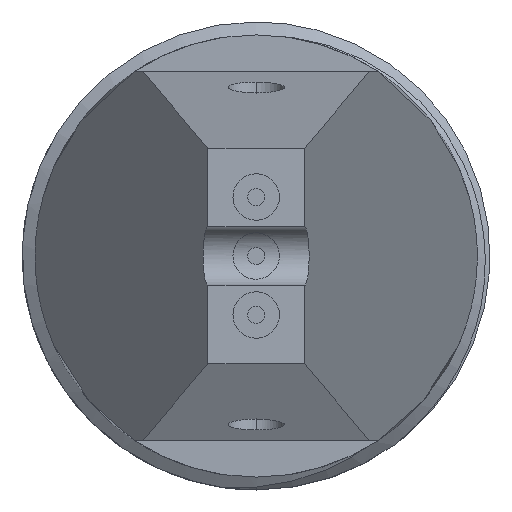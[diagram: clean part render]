
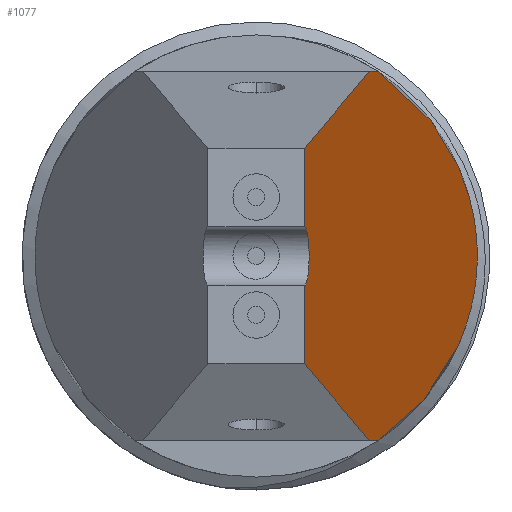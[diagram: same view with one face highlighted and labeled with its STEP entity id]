
A CAD part, left-side view. The second image highlights one B-rep face of the part: STEP entity #1077.
In plain terms, the highlighted planar face has unit normal (-0.158, -0.987, 0).
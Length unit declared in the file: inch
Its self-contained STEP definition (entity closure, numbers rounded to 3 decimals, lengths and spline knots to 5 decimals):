
#56 =( BOUNDED_CURVE ( )  B_SPLINE_CURVE ( 3, ( #2847, #832, #1713, #1421 ),
 .UNSPECIFIED., .F., .F. ) 
 B_SPLINE_CURVE_WITH_KNOTS ( ( 4, 4 ),
 ( 2.15534, 4.12785 ),
 .UNSPECIFIED. ) 
 CURVE ( )  GEOMETRIC_REPRESENTATION_ITEM ( )  RATIONAL_B_SPLINE_CURVE ( ( 1., 0.701, 0.701, 1. ) ) 
 REPRESENTATION_ITEM ( '' )  );
#136 = CARTESIAN_POINT ( 'NONE',  ( 0., -0.02576, 0. ) ) ;
#168 = CARTESIAN_POINT ( 'NONE',  ( 0.0315, -0.0308, 0.01575 ) ) ;
#197 = DIRECTION ( 'NONE',  ( 0.971, -0.155, -0.184 ) ) ;
#200 =( BOUNDED_CURVE ( )  B_SPLINE_CURVE ( 3, ( #1640, #3456, #168, #798 ),
 .UNSPECIFIED., .F., .F. ) 
 B_SPLINE_CURVE_WITH_KNOTS ( ( 4, 4 ),
 ( 4.71239, 7.85398 ),
 .UNSPECIFIED. ) 
 CURVE ( )  GEOMETRIC_REPRESENTATION_ITEM ( )  RATIONAL_B_SPLINE_CURVE ( ( 1., 0.333, 0.333, 1. ) ) 
 REPRESENTATION_ITEM ( '' )  );
#262 = EDGE_CURVE ( 'NONE', #2715, #2068, #3161, .T. ) ;
#264 = CARTESIAN_POINT ( 'NONE',  ( 0., -0.02576, 0.0985 ) ) ;
#336 = ORIENTED_EDGE ( 'NONE', *, *, #2471, .F. ) ;
#512 = CARTESIAN_POINT ( 'NONE',  ( 0., -0.02576, 0. ) ) ;
#515 = VECTOR ( 'NONE', #1300, 39.37008 ) ;
#561 = CARTESIAN_POINT ( 'NONE',  ( 0., -0.02576, 0.01575 ) ) ;
#567 = ORIENTED_EDGE ( 'NONE', *, *, #2520, .F. ) ;
#606 = ORIENTED_EDGE ( 'NONE', *, *, #3492, .F. ) ;
#659 = LINE ( 'NONE', #136, #515 ) ;
#665 = CARTESIAN_POINT ( 'NONE',  ( 0.21654, -0.06041, -0.0985 ) ) ;
#691 = VERTEX_POINT ( 'NONE', #2444 ) ;
#751 = VERTEX_POINT ( 'NONE', #665 ) ;
#798 = CARTESIAN_POINT ( 'NONE',  ( 0., -0.02576, 0.01575 ) ) ;
#832 = CARTESIAN_POINT ( 'NONE',  ( 0.73452, -0.14327, 0.04682 ) ) ;
#862 = LINE ( 'NONE', #264, #2540 ) ;
#873 = DIRECTION ( 'NONE',  ( -0.987, 0.158, 0. ) ) ;
#1077 = ADVANCED_FACE ( 'NONE', ( #3755 ), #1114, .F. ) ;
#1114 = PLANE ( 'NONE',  #1576 ) ;
#1119 = CARTESIAN_POINT ( 'NONE',  ( 0.24634, -0.06517, -0.0985 ) ) ;
#1213 = VECTOR ( 'NONE', #197, 39.37008 ) ;
#1300 = DIRECTION ( 'NONE',  ( 0., 0., 1. ) ) ;
#1322 = ORIENTED_EDGE ( 'NONE', *, *, #2475, .F. ) ;
#1413 = EDGE_CURVE ( 'NONE', #1456, #751, #2481, .T. ) ;
#1421 = CARTESIAN_POINT ( 'NONE',  ( 0.24634, -0.06517, -0.0985 ) ) ;
#1456 = VERTEX_POINT ( 'NONE', #2751 ) ;
#1555 = EDGE_LOOP ( 'NONE', ( #1322, #2979, #336, #567, #1693, #3649, #606, #3192 ) ) ;
#1576 = AXIS2_PLACEMENT_3D ( 'NONE', #2254, #2272, #3451 ) ;
#1593 = CARTESIAN_POINT ( 'NONE',  ( 0.21654, -0.06041, 0.0985 ) ) ;
#1640 = CARTESIAN_POINT ( 'NONE',  ( 0., -0.02576, -0.01575 ) ) ;
#1671 = DIRECTION ( 'NONE',  ( 0., 0., 1. ) ) ;
#1693 = ORIENTED_EDGE ( 'NONE', *, *, #1947, .T. ) ;
#1713 = CARTESIAN_POINT ( 'NONE',  ( 0.73452, -0.14327, -0.04682 ) ) ;
#1780 = EDGE_CURVE ( 'NONE', #2668, #3514, #200, .T. ) ;
#1875 = VERTEX_POINT ( 'NONE', #1119 ) ;
#1947 = EDGE_CURVE ( 'NONE', #691, #2715, #862, .T. ) ;
#1959 = LINE ( 'NONE', #3122, #3707 ) ;
#2029 = LINE ( 'NONE', #512, #2060 ) ;
#2060 = VECTOR ( 'NONE', #1671, 39.37008 ) ;
#2068 = VERTEX_POINT ( 'NONE', #3723 ) ;
#2254 = CARTESIAN_POINT ( 'NONE',  ( 0., -0.02576, 0.3937 ) ) ;
#2272 = DIRECTION ( 'NONE',  ( 0.158, 0.987, 0. ) ) ;
#2444 = CARTESIAN_POINT ( 'NONE',  ( 0.24634, -0.06517, 0.0985 ) ) ;
#2471 = EDGE_CURVE ( 'NONE', #1875, #751, #1959, .T. ) ;
#2475 = EDGE_CURVE ( 'NONE', #1456, #2668, #2029, .T. ) ;
#2481 = LINE ( 'NONE', #2808, #1213 ) ;
#2520 = EDGE_CURVE ( 'NONE', #691, #1875, #56, .T. ) ;
#2540 = VECTOR ( 'NONE', #2641, 39.37008 ) ;
#2641 = DIRECTION ( 'NONE',  ( -0.987, 0.158, 0. ) ) ;
#2668 = VERTEX_POINT ( 'NONE', #3057 ) ;
#2715 = VERTEX_POINT ( 'NONE', #1593 ) ;
#2751 = CARTESIAN_POINT ( 'NONE',  ( 0., -0.02576, -0.05748 ) ) ;
#2808 = CARTESIAN_POINT ( 'NONE',  ( -0.08052, -0.01288, -0.04223 ) ) ;
#2847 = CARTESIAN_POINT ( 'NONE',  ( 0.24634, -0.06517, 0.0985 ) ) ;
#2979 = ORIENTED_EDGE ( 'NONE', *, *, #1413, .T. ) ;
#3057 = CARTESIAN_POINT ( 'NONE',  ( 0., -0.02576, -0.01575 ) ) ;
#3122 = CARTESIAN_POINT ( 'NONE',  ( 0., -0.02576, -0.0985 ) ) ;
#3161 = LINE ( 'NONE', #3732, #3633 ) ;
#3192 = ORIENTED_EDGE ( 'NONE', *, *, #1780, .F. ) ;
#3451 = DIRECTION ( 'NONE',  ( -0.987, 0.158, 0. ) ) ;
#3456 = CARTESIAN_POINT ( 'NONE',  ( 0.0315, -0.0308, -0.01575 ) ) ;
#3467 = DIRECTION ( 'NONE',  ( -0.971, 0.155, -0.184 ) ) ;
#3492 = EDGE_CURVE ( 'NONE', #3514, #2068, #659, .T. ) ;
#3514 = VERTEX_POINT ( 'NONE', #561 ) ;
#3633 = VECTOR ( 'NONE', #3467, 39.37008 ) ;
#3649 = ORIENTED_EDGE ( 'NONE', *, *, #262, .T. ) ;
#3707 = VECTOR ( 'NONE', #873, 39.37008 ) ;
#3723 = CARTESIAN_POINT ( 'NONE',  ( 0., -0.02576, 0.05748 ) ) ;
#3732 = CARTESIAN_POINT ( 'NONE',  ( 0.06, -0.03536, 0.06885 ) ) ;
#3755 = FACE_OUTER_BOUND ( 'NONE', #1555, .T. ) ;
